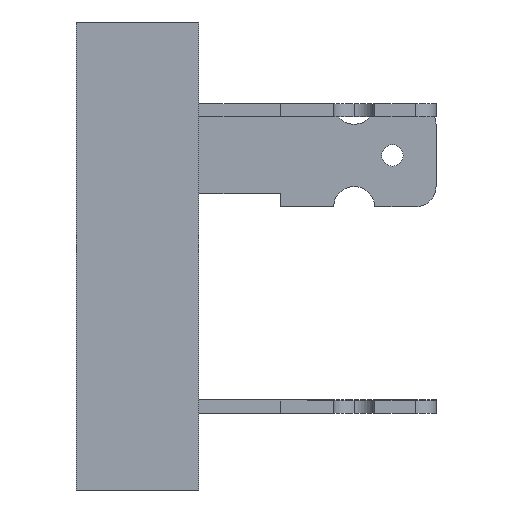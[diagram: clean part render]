
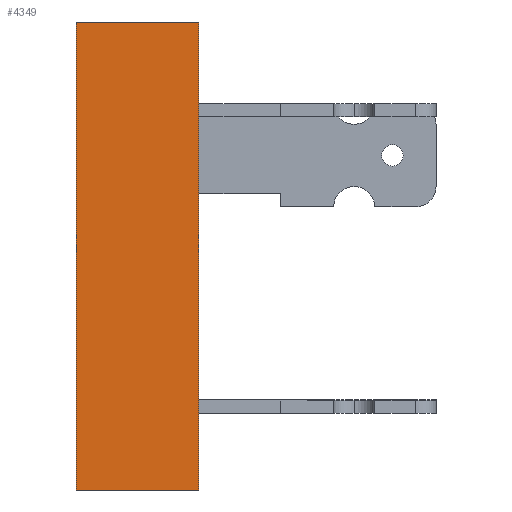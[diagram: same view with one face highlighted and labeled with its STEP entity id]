
A CAD part, left-side view. The second image highlights one B-rep face of the part: STEP entity #4349.
In plain terms, the highlighted planar face has unit normal (-1, 0, 0).
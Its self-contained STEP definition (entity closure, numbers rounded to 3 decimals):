
#19 = ORIENTED_EDGE ( 'NONE', *, *, #3698, .F. ) ;
#52 = LINE ( 'NONE', #4130, #291 ) ;
#275 = LINE ( 'NONE', #1269, #3395 ) ;
#291 = VECTOR ( 'NONE', #3152, 1000. ) ;
#466 = VERTEX_POINT ( 'NONE', #3206 ) ;
#667 = VECTOR ( 'NONE', #2729, 1000. ) ;
#699 = EDGE_CURVE ( 'NONE', #2870, #1583, #2664, .T. ) ;
#1049 = DIRECTION ( 'NONE',  ( 0., 0., 1. ) ) ;
#1221 = DIRECTION ( 'NONE',  ( 0., 1., 0. ) ) ;
#1269 = CARTESIAN_POINT ( 'NONE',  ( -17.006, 0., -28.6 ) ) ;
#1324 = CARTESIAN_POINT ( 'NONE',  ( -17.006, 7.5, -14.722 ) ) ;
#1437 = ORIENTED_EDGE ( 'NONE', *, *, #3971, .F. ) ;
#1567 = VECTOR ( 'NONE', #1672, 1000. ) ;
#1583 = VERTEX_POINT ( 'NONE', #3350 ) ;
#1612 = EDGE_CURVE ( 'NONE', #466, #2555, #3714, .T. ) ;
#1630 = CARTESIAN_POINT ( 'NONE',  ( -17.006, 0., 0. ) ) ;
#1653 = FACE_OUTER_BOUND ( 'NONE', #4288, .T. ) ;
#1672 = DIRECTION ( 'NONE',  ( 0., 0., 1. ) ) ;
#2000 = CARTESIAN_POINT ( 'NONE',  ( -17.006, 0., 0. ) ) ;
#2267 = AXIS2_PLACEMENT_3D ( 'NONE', #1630, #3112, #1049 ) ;
#2555 = VERTEX_POINT ( 'NONE', #3892 ) ;
#2664 = LINE ( 'NONE', #1324, #1567 ) ;
#2729 = DIRECTION ( 'NONE',  ( 0., 0., 1. ) ) ;
#2772 = ORIENTED_EDGE ( 'NONE', *, *, #699, .F. ) ;
#2870 = VERTEX_POINT ( 'NONE', #4365 ) ;
#3112 = DIRECTION ( 'NONE',  ( -1., 0., 0. ) ) ;
#3152 = DIRECTION ( 'NONE',  ( 0., -1., 0. ) ) ;
#3206 = CARTESIAN_POINT ( 'NONE',  ( -17.006, 0., -28.6 ) ) ;
#3350 = CARTESIAN_POINT ( 'NONE',  ( -17.006, 7.5, 0. ) ) ;
#3395 = VECTOR ( 'NONE', #1221, 1000. ) ;
#3452 = PLANE ( 'NONE',  #2267 ) ;
#3698 = EDGE_CURVE ( 'NONE', #1583, #2555, #52, .T. ) ;
#3714 = LINE ( 'NONE', #2000, #667 ) ;
#3892 = CARTESIAN_POINT ( 'NONE',  ( -17.006, 0., 0. ) ) ;
#3971 = EDGE_CURVE ( 'NONE', #466, #2870, #275, .T. ) ;
#4130 = CARTESIAN_POINT ( 'NONE',  ( -17.006, 0., 0. ) ) ;
#4288 = EDGE_LOOP ( 'NONE', ( #4333, #19, #2772, #1437 ) ) ;
#4333 = ORIENTED_EDGE ( 'NONE', *, *, #1612, .T. ) ;
#4349 = ADVANCED_FACE ( 'NONE', ( #1653 ), #3452, .T. ) ;
#4365 = CARTESIAN_POINT ( 'NONE',  ( -17.006, 7.5, -28.6 ) ) ;
